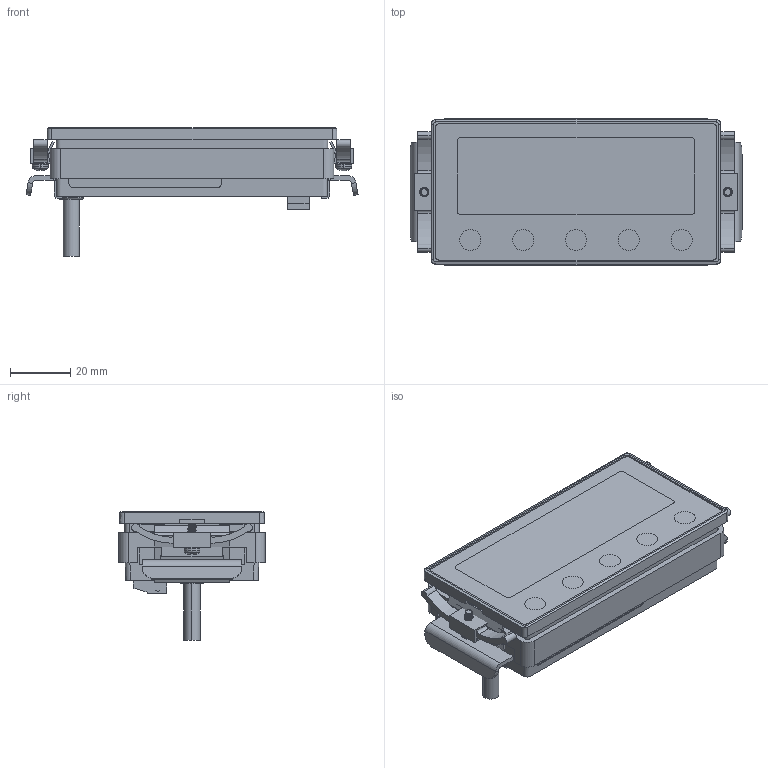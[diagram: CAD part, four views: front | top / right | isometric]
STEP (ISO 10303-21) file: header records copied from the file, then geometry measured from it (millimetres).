
FILE_DESCRIPTION (( 'STEP AP214' ), '1' );
FILE_NAME ('IZ17E-000-6-xx,x-0.STEP', '2013-05-06T16:09:26', ( '' ), ( '' ), 'SwSTEP 2.0', 'SolidWorks 2013', '' );
FILE_SCHEMA (( 'AUTOMOTIVE_DESIGN' ));
Length unit declared in the file: millimetre
Products named in the file (4): IZ17E-000-6-xx,x-0; Group5^IZ17E-000-6-xx,x-0; Group3^IZ17E-000-6-xx,x-0; Group2^IZ17E-000-6-xx,x-0
Assembly tree (3 placements, depth 2):
  IZ17E-000-6-xx,x-0
    Group2^IZ17E-000-6-xx,x-0
    Group3^IZ17E-000-6-xx,x-0
    Group5^IZ17E-000-6-xx,x-0
Bounding box: 110 x 48.4 x 42.7 mm (x, y, z)
Volume: 98938 mm3; surface area: 28159.7 mm2
Topology: 4 solids, 4 shells, 602 faces, 1628 edges, 1071 vertices
Faces by surface type: plane 355, cylinder 167, bspline 58, cone 18, torus 4
Entity records: 34326 total; most frequent: CARTESIAN_POINT 17497, ORIENTED_EDGE 3252, DIRECTION 2785, EDGE_CURVE 1626, VERTEX_POINT 1071, VECTOR 1039, LINE 1039, AXIS2_PLACEMENT_3D 873
